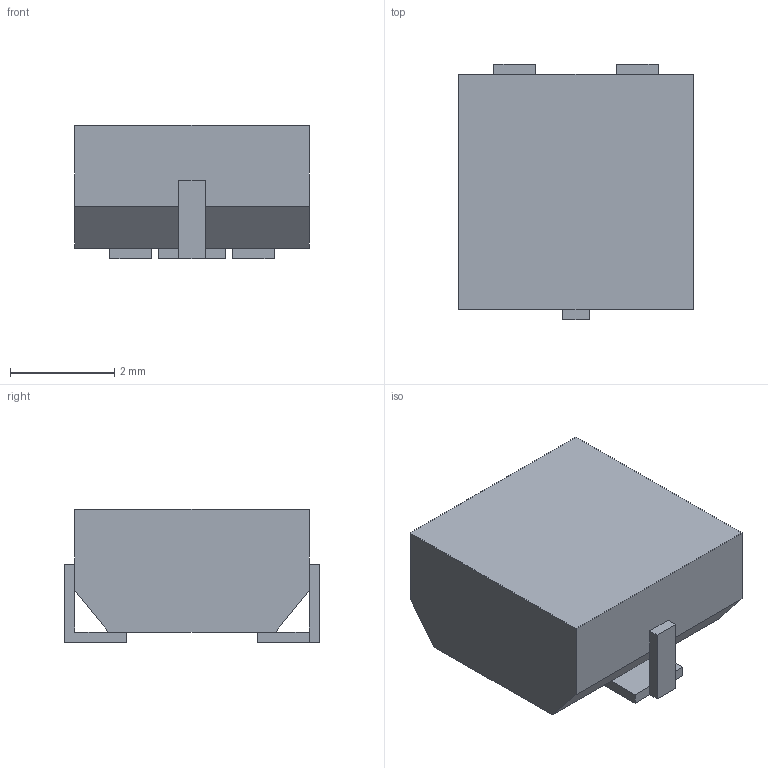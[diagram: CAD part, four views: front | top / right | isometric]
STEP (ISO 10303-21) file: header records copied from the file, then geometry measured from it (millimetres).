
FILE_DESCRIPTION( ( '' ), ' ' );
FILE_NAME( '58c561186e72160f7fe5c649.step', '2017-03-12T14:54:16', ( '' ), ( '' ), ' ', ' ', ' ' );
FILE_SCHEMA( ( 'AUTOMOTIVE_DESIGN { 1 0 10303 214 1 1 1 1 }' ) );
Length unit declared in the file: metre
Products named in the file (1): Open CASCADE STEP translator 6.8 1
Bounding box: 4.5 x 4.9 x 2.55 mm (x, y, z)
Volume: 46.5 mm3; surface area: 90.1 mm2
Topology: 1 solids, 1 shells, 36 faces, 106 edges, 66 vertices
Faces by surface type: plane 36
Entity records: 2004 total; most frequent: ORIENTED_EDGE 212, CARTESIAN_POINT 209, DIRECTION 180, STYLED_ITEM 142, PRESENTATION_STYLE_ASSIGNMENT 142, COLOUR_RGB 142, EDGE_CURVE 106, CURVE_STYLE 106
